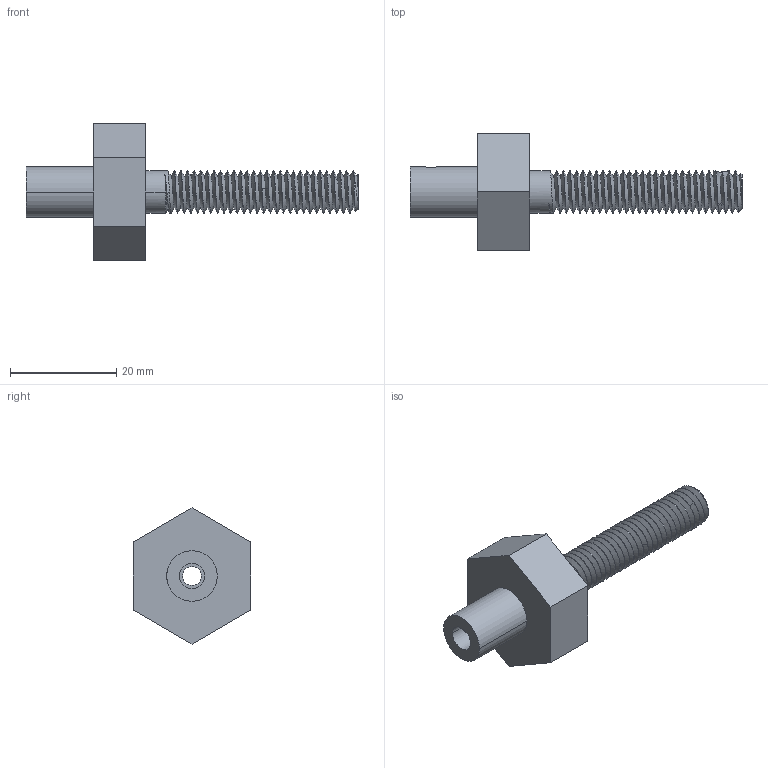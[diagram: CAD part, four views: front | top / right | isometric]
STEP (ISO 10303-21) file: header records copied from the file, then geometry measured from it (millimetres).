
FILE_DESCRIPTION((''),'2;1');
FILE_NAME('161938_ASM','2016-03-01T',('pdmadmin'),(''),'PRO/ENGINEER BY PARAMETRIC TECHNOLOGY CORPORATION, 2013230','PRO/ENGINEER BY PARAMETRIC TECHNOLOGY CORPORATION, 2013230','');
FILE_SCHEMA(('CONFIG_CONTROL_DESIGN'));
Length unit declared in the file: inch
Products named in the file (2): 24852; 161938_ASM
Assembly tree (1 placements, depth 2):
  161938_ASM
    24852
Bounding box: 62.61 x 22.23 x 25.66 mm (x, y, z)
Volume: 5700 mm3; surface area: 4597.6 mm2
Topology: 1 solids, 3 shells, 115 faces, 315 edges, 204 vertices
Faces by surface type: cylinder 75, bspline 21, plane 14, torus 4, cone 1
Entity records: 8958 total; most frequent: CARTESIAN_POINT 6329, ORIENTED_EDGE 622, DIRECTION 380, EDGE_CURVE 315, VERTEX_POINT 204, B_SPLINE_CURVE_WITH_KNOTS 169, AXIS2_PLACEMENT_3D 135, EDGE_LOOP 123
